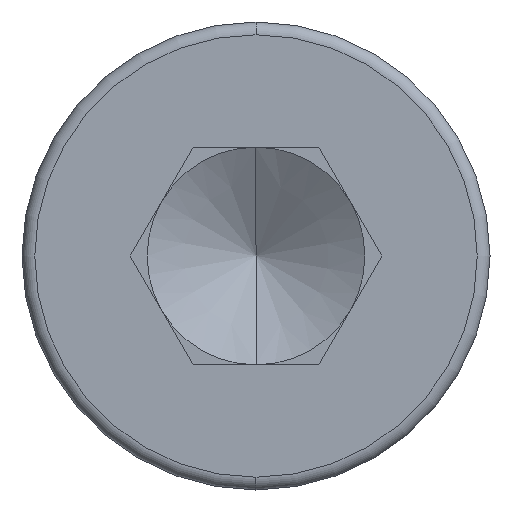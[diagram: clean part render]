
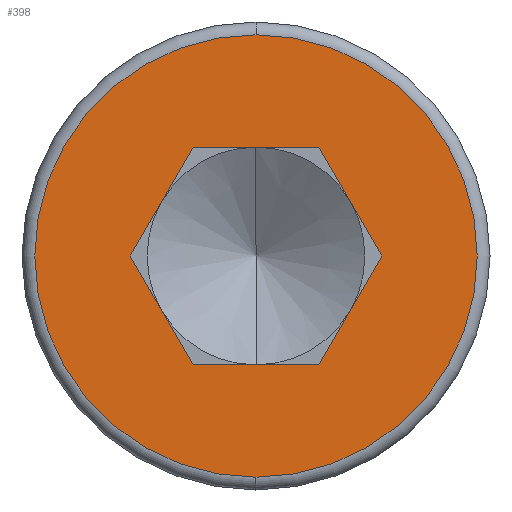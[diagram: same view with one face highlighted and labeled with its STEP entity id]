
A CAD part, left-side view. The second image highlights one B-rep face of the part: STEP entity #398.
In plain terms, the highlighted planar face has unit normal (-1, 0, 0).
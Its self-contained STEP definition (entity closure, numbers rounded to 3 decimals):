
#11 = CARTESIAN_POINT ( 'NONE',  ( 0., 0., 0. ) ) ;
#41 = VERTEX_POINT ( 'NONE', #710 ) ;
#59 = CARTESIAN_POINT ( 'NONE',  ( 0., 0.739, -1.28 ) ) ;
#67 = LINE ( 'NONE', #471, #771 ) ;
#70 = EDGE_CURVE ( 'NONE', #372, #304, #161, .T. ) ;
#71 = FACE_BOUND ( 'NONE', #308, .T. ) ;
#101 = DIRECTION ( 'NONE',  ( 0., 1., 0. ) ) ;
#109 = LINE ( 'NONE', #459, #623 ) ;
#116 = CARTESIAN_POINT ( 'NONE',  ( 0., 1.478, 0. ) ) ;
#122 = VECTOR ( 'NONE', #480, 1000. ) ;
#128 = LINE ( 'NONE', #418, #122 ) ;
#161 = LINE ( 'NONE', #457, #225 ) ;
#179 = LINE ( 'NONE', #299, #560 ) ;
#181 = ORIENTED_EDGE ( 'NONE', *, *, #656, .T. ) ;
#182 = DIRECTION ( 'NONE',  ( 0., -1., 0. ) ) ;
#188 = ORIENTED_EDGE ( 'NONE', *, *, #738, .T. ) ;
#189 = DIRECTION ( 'NONE',  ( -1., 0., 0. ) ) ;
#213 = EDGE_CURVE ( 'NONE', #693, #673, #307, .T. ) ;
#225 = VECTOR ( 'NONE', #536, 1000. ) ;
#231 = CARTESIAN_POINT ( 'NONE',  ( 0., 0., 0. ) ) ;
#246 = VERTEX_POINT ( 'NONE', #59 ) ;
#261 = VERTEX_POINT ( 'NONE', #423 ) ;
#262 = ORIENTED_EDGE ( 'NONE', *, *, #743, .F. ) ;
#270 = CARTESIAN_POINT ( 'NONE',  ( 0., 0., -2.6 ) ) ;
#292 = CARTESIAN_POINT ( 'NONE',  ( 0., 1.478, 0. ) ) ;
#299 = CARTESIAN_POINT ( 'NONE',  ( 0., -1.478, 0. ) ) ;
#304 = VERTEX_POINT ( 'NONE', #311 ) ;
#307 = LINE ( 'NONE', #116, #698 ) ;
#308 = EDGE_LOOP ( 'NONE', ( #666, #687, #694, #181, #618, #262 ) ) ;
#311 = CARTESIAN_POINT ( 'NONE',  ( 0., -1.478, 0. ) ) ;
#336 = ORIENTED_EDGE ( 'NONE', *, *, #783, .T. ) ;
#337 = AXIS2_PLACEMENT_3D ( 'NONE', #231, #667, #732 ) ;
#371 = CARTESIAN_POINT ( 'NONE',  ( 0., 0., 0. ) ) ;
#372 = VERTEX_POINT ( 'NONE', #686 ) ;
#398 = ADVANCED_FACE ( 'NONE', ( #71, #512 ), #758, .T. ) ;
#418 = CARTESIAN_POINT ( 'NONE',  ( 0., 1.478, 0. ) ) ;
#423 = CARTESIAN_POINT ( 'NONE',  ( 0., -0.739, -1.28 ) ) ;
#434 = DIRECTION ( 'NONE',  ( 0., 0., 1. ) ) ;
#457 = CARTESIAN_POINT ( 'NONE',  ( 0., -0.739, 1.28 ) ) ;
#458 = EDGE_LOOP ( 'NONE', ( #188, #336 ) ) ;
#459 = CARTESIAN_POINT ( 'NONE',  ( 0., -0.739, 1.28 ) ) ;
#462 = EDGE_CURVE ( 'NONE', #372, #673, #109, .T. ) ;
#471 = CARTESIAN_POINT ( 'NONE',  ( 0., 0.739, -1.28 ) ) ;
#476 = AXIS2_PLACEMENT_3D ( 'NONE', #11, #751, #625 ) ;
#480 = DIRECTION ( 'NONE',  ( 0., -0.5, -0.866 ) ) ;
#490 = VERTEX_POINT ( 'NONE', #270 ) ;
#512 = FACE_OUTER_BOUND ( 'NONE', #458, .T. ) ;
#529 = CIRCLE ( 'NONE', #337, 2.6 ) ;
#536 = DIRECTION ( 'NONE',  ( 0., -0.5, -0.866 ) ) ;
#560 = VECTOR ( 'NONE', #722, 1000. ) ;
#618 = ORIENTED_EDGE ( 'NONE', *, *, #718, .F. ) ;
#623 = VECTOR ( 'NONE', #101, 1000. ) ;
#625 = DIRECTION ( 'NONE',  ( 0., 0., 1. ) ) ;
#656 = EDGE_CURVE ( 'NONE', #304, #261, #179, .T. ) ;
#666 = ORIENTED_EDGE ( 'NONE', *, *, #213, .T. ) ;
#667 = DIRECTION ( 'NONE',  ( -1., 0., 0. ) ) ;
#673 = VERTEX_POINT ( 'NONE', #791 ) ;
#678 = AXIS2_PLACEMENT_3D ( 'NONE', #371, #189, #434 ) ;
#686 = CARTESIAN_POINT ( 'NONE',  ( 0., -0.739, 1.28 ) ) ;
#687 = ORIENTED_EDGE ( 'NONE', *, *, #462, .F. ) ;
#693 = VERTEX_POINT ( 'NONE', #292 ) ;
#694 = ORIENTED_EDGE ( 'NONE', *, *, #70, .T. ) ;
#698 = VECTOR ( 'NONE', #723, 1000. ) ;
#705 = CIRCLE ( 'NONE', #476, 2.6 ) ;
#710 = CARTESIAN_POINT ( 'NONE',  ( 0., 0., 2.6 ) ) ;
#718 = EDGE_CURVE ( 'NONE', #246, #261, #67, .T. ) ;
#722 = DIRECTION ( 'NONE',  ( 0., 0.5, -0.866 ) ) ;
#723 = DIRECTION ( 'NONE',  ( 0., -0.5, 0.866 ) ) ;
#732 = DIRECTION ( 'NONE',  ( 0., 0., 1. ) ) ;
#738 = EDGE_CURVE ( 'NONE', #41, #490, #529, .T. ) ;
#743 = EDGE_CURVE ( 'NONE', #693, #246, #128, .T. ) ;
#751 = DIRECTION ( 'NONE',  ( -1., 0., 0. ) ) ;
#758 = PLANE ( 'NONE',  #678 ) ;
#771 = VECTOR ( 'NONE', #182, 1000. ) ;
#783 = EDGE_CURVE ( 'NONE', #490, #41, #705, .T. ) ;
#791 = CARTESIAN_POINT ( 'NONE',  ( 0., 0.739, 1.28 ) ) ;
